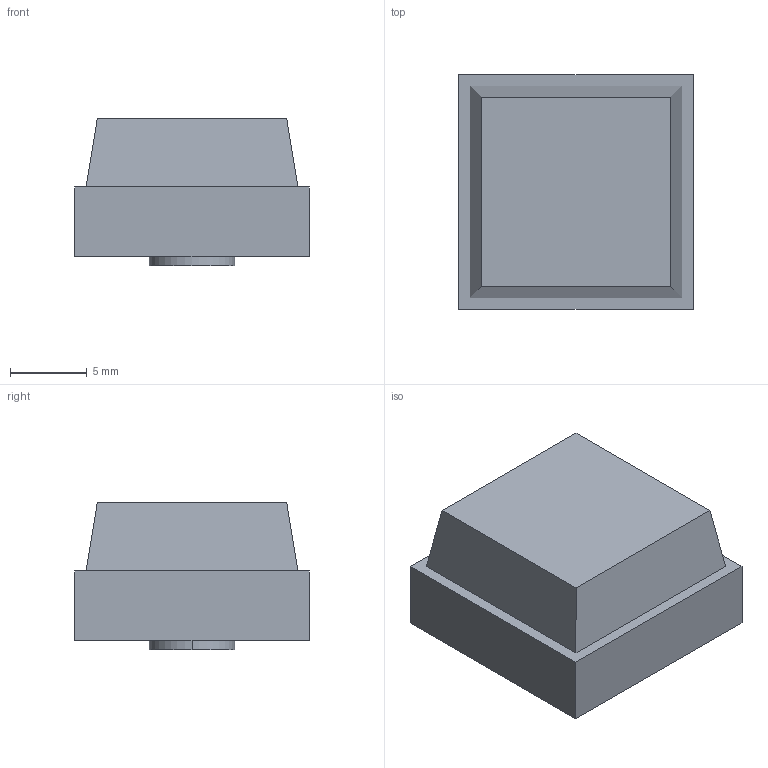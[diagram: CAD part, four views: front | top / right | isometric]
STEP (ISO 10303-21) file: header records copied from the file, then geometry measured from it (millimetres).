
FILE_DESCRIPTION(('STEP AP214'),'1');
FILE_NAME('TR808-Tap-Tempo.stp','2016-04-16T22:41:44',(''),(''),'Spatial InterOp 3D',' ',' ');
FILE_SCHEMA(('automotive_design'));
Length unit declared in the file: inch
Products named in the file (2): Part_536905; 1
Bounding box: 15.25 x 15.25 x 9.55 mm (x, y, z)
Volume: 1124.4 mm3; surface area: 1352.1 mm2
Topology: 1 solids, 1 shells, 55 faces, 177 edges, 154 vertices
Faces by surface type: plane 41, cylinder 10, bspline 4
Entity records: 2765 total; most frequent: CARTESIAN_POINT 446, DIRECTION 307, ORIENTED_EDGE 300, EDGE_CURVE 150, LINE 145, VECTOR 145, STYLED_ITEM 110, PRESENTATION_STYLE_ASSIGNMENT 110
